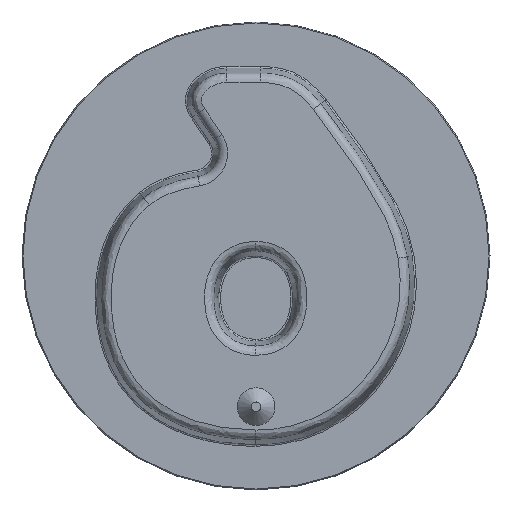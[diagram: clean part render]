
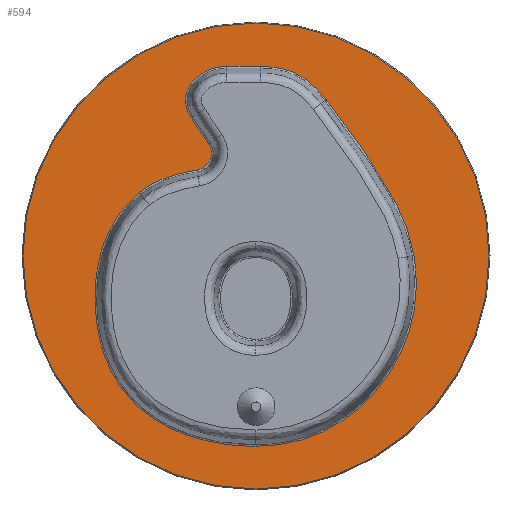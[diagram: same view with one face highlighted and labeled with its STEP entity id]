
A CAD part, top view. The second image highlights one B-rep face of the part: STEP entity #594.
In plain terms, the highlighted planar face has unit normal (0, 0, 1).
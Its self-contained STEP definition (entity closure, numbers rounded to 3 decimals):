
#27=FACE_BOUND('',#156,.T.);
#32=PLANE('',#650);
#48=LINE('',#2088,#69);
#49=LINE('',#2142,#70);
#69=VECTOR('',#742,10.);
#70=VECTOR('',#749,10.);
#112=FACE_OUTER_BOUND('',#155,.T.);
#155=EDGE_LOOP('',(#509));
#156=EDGE_LOOP('',(#510,#511,#512,#513,#514,#515,#516,#517,#518));
#188=B_SPLINE_CURVE_WITH_KNOTS('',3,(#1884,#1885,#1886,#1887,#1888,#1889,
#1890),.UNSPECIFIED.,.F.,.F.,(4,1,1,1,4),(-1.915,-1.642,
-1.368,-0.821,0.),
 .UNSPECIFIED.);
#189=B_SPLINE_CURVE_WITH_KNOTS('',3,(#1934,#1935,#1936,#1937,#1938,#1939,
#1940,#1941),.UNSPECIFIED.,.F.,.F.,(4,1,1,1,1,4),(-2.99,-2.563,
-1.708,-0.854,-0.427,0.),
 .UNSPECIFIED.);
#191=B_SPLINE_CURVE_WITH_KNOTS('',3,(#2018,#2019,#2020,#2021,#2022,#2023,
#2024,#2025,#2026,#2027,#2028,#2029,#2030),.UNSPECIFIED.,.F.,.F.,(4,1,2,
1,1,1,1,2,4),(-3.867,-3.372,-2.629,-2.105,
-1.581,-1.057,-0.533,-0.009,
0.),.UNSPECIFIED.);
#193=B_SPLINE_CURVE_WITH_KNOTS('',3,(#2071,#2072,#2073,#2074,#2075),
 .UNSPECIFIED.,.F.,.F.,(4,1,4),(-0.666,-0.285,0.),
 .UNSPECIFIED.);
#195=B_SPLINE_CURVE_WITH_KNOTS('',3,(#2131,#2132,#2133,#2134,#2135,#2136,
#2137,#2138),.UNSPECIFIED.,.F.,.F.,(4,1,1,1,1,4),(-0.829,-0.592,
-0.355,-0.178,-0.118,0.),
 .UNSPECIFIED.);
#196=B_SPLINE_CURVE_WITH_KNOTS('',3,(#2173,#2174,#2175,#2176,#2177,#2178),
 .UNSPECIFIED.,.F.,.F.,(4,1,1,4),(-0.812,-0.58,
-0.348,0.),.UNSPECIFIED.);
#218=CIRCLE('',#644,1.832);
#222=CIRCLE('',#651,24.75);
#260=VERTEX_POINT('',#1860);
#262=VERTEX_POINT('',#1882);
#264=VERTEX_POINT('',#1932);
#266=VERTEX_POINT('',#2016);
#267=VERTEX_POINT('',#2069);
#268=VERTEX_POINT('',#2082);
#269=VERTEX_POINT('',#2086);
#270=VERTEX_POINT('',#2129);
#271=VERTEX_POINT('',#2140);
#272=VERTEX_POINT('',#2303);
#333=EDGE_CURVE('',#262,#260,#188,.T.);
#335=EDGE_CURVE('',#264,#262,#189,.T.);
#338=EDGE_CURVE('',#266,#264,#191,.T.);
#341=EDGE_CURVE('',#267,#266,#193,.T.);
#344=EDGE_CURVE('',#268,#267,#218,.T.);
#346=EDGE_CURVE('',#269,#268,#48,.T.);
#348=EDGE_CURVE('',#270,#269,#195,.T.);
#350=EDGE_CURVE('',#271,#270,#49,.T.);
#351=EDGE_CURVE('',#260,#271,#196,.T.);
#355=EDGE_CURVE('',#272,#272,#222,.T.);
#509=ORIENTED_EDGE('',*,*,#355,.F.);
#510=ORIENTED_EDGE('',*,*,#333,.F.);
#511=ORIENTED_EDGE('',*,*,#335,.F.);
#512=ORIENTED_EDGE('',*,*,#338,.F.);
#513=ORIENTED_EDGE('',*,*,#341,.F.);
#514=ORIENTED_EDGE('',*,*,#344,.F.);
#515=ORIENTED_EDGE('',*,*,#346,.F.);
#516=ORIENTED_EDGE('',*,*,#348,.F.);
#517=ORIENTED_EDGE('',*,*,#350,.F.);
#518=ORIENTED_EDGE('',*,*,#351,.F.);
#594=ADVANCED_FACE('',(#112,#27),#32,.T.);
#644=AXIS2_PLACEMENT_3D('',#2084,#736,#737);
#650=AXIS2_PLACEMENT_3D('',#2302,#753,#754);
#651=AXIS2_PLACEMENT_3D('',#2304,#755,#756);
#736=DIRECTION('center_axis',(0.,0.,-1.));
#737=DIRECTION('ref_axis',(0.918,-0.397,0.));
#742=DIRECTION('',(0.561,-0.828,0.));
#749=DIRECTION('',(-1.,0.,0.));
#753=DIRECTION('center_axis',(0.,0.,1.));
#754=DIRECTION('ref_axis',(1.,0.,0.));
#755=DIRECTION('center_axis',(0.,0.,-1.));
#756=DIRECTION('ref_axis',(-1.,0.,0.));
#1860=CARTESIAN_POINT('',(7.456,16.607,0.));
#1882=CARTESIAN_POINT('',(16.773,0.027,0.));
#1884=CARTESIAN_POINT('Ctrl Pts',(16.773,0.027,0.));
#1885=CARTESIAN_POINT('Ctrl Pts',(16.628,0.927,0.));
#1886=CARTESIAN_POINT('Ctrl Pts',(16.187,2.708,0.));
#1887=CARTESIAN_POINT('Ctrl Pts',(14.722,6.107,0.));
#1888=CARTESIAN_POINT('Ctrl Pts',(11.836,10.75,0.));
#1889=CARTESIAN_POINT('Ctrl Pts',(9.111,14.428,0.));
#1890=CARTESIAN_POINT('Ctrl Pts',(7.456,16.607,0.));
#1932=CARTESIAN_POINT('',(0.001,-20.205,0.));
#1934=CARTESIAN_POINT('Ctrl Pts',(0.001,-20.205,
0.));
#1935=CARTESIAN_POINT('Ctrl Pts',(1.424,-20.2,0.));
#1936=CARTESIAN_POINT('Ctrl Pts',(5.728,-19.743,0.));
#1937=CARTESIAN_POINT('Ctrl Pts',(12.067,-16.04,0.));
#1938=CARTESIAN_POINT('Ctrl Pts',(16.004,-9.867,0.));
#1939=CARTESIAN_POINT('Ctrl Pts',(17.167,-4.245,0.));
#1940=CARTESIAN_POINT('Ctrl Pts',(17.001,-1.379,0.));
#1941=CARTESIAN_POINT('Ctrl Pts',(16.773,0.027,0.));
#2016=CARTESIAN_POINT('',(-12.391,6.724,0.));
#2018=CARTESIAN_POINT('Ctrl Pts',(-12.391,6.724,0.));
#2019=CARTESIAN_POINT('Ctrl Pts',(-13.667,5.676,0.));
#2020=CARTESIAN_POINT('Ctrl Pts',(-16.307,2.335,0.));
#2021=CARTESIAN_POINT('Ctrl Pts',(-17.101,-1.863,0.));
#2022=CARTESIAN_POINT('Ctrl Pts',(-17.097,-6.101,0.));
#2023=CARTESIAN_POINT('Ctrl Pts',(-16.718,-9.622,0.));
#2024=CARTESIAN_POINT('Ctrl Pts',(-14.402,-14.484,0.));
#2025=CARTESIAN_POINT('Ctrl Pts',(-10.334,-17.992,0.));
#2026=CARTESIAN_POINT('Ctrl Pts',(-5.321,-19.853,0.));
#2027=CARTESIAN_POINT('Ctrl Pts',(-1.834,-20.205,0.));
#2028=CARTESIAN_POINT('Ctrl Pts',(-0.057,-20.206,
0.));
#2029=CARTESIAN_POINT('Ctrl Pts',(-0.028,-20.206,
0.));
#2030=CARTESIAN_POINT('Ctrl Pts',(0.001,-20.205,
0.));
#2069=CARTESIAN_POINT('',(-6.267,9.125,0.));
#2071=CARTESIAN_POINT('Ctrl Pts',(-6.267,9.125,0.));
#2072=CARTESIAN_POINT('Ctrl Pts',(-7.519,8.924,0.));
#2073=CARTESIAN_POINT('Ctrl Pts',(-9.704,8.44,0.));
#2074=CARTESIAN_POINT('Ctrl Pts',(-11.656,7.327,0.));
#2075=CARTESIAN_POINT('Ctrl Pts',(-12.391,6.724,0.));
#2082=CARTESIAN_POINT('',(-5.04,11.961,0.));
#2084=CARTESIAN_POINT('Origin',(-6.557,10.934,0.));
#2086=CARTESIAN_POINT('',(-6.864,14.655,0.));
#2088=CARTESIAN_POINT('',(-2.384,8.037,0.));
#2129=CARTESIAN_POINT('',(-3.103,20.13,0.));
#2131=CARTESIAN_POINT('Ctrl Pts',(-3.103,20.13,0.));
#2132=CARTESIAN_POINT('Ctrl Pts',(-3.893,20.13,0.));
#2133=CARTESIAN_POINT('Ctrl Pts',(-5.464,19.763,0.));
#2134=CARTESIAN_POINT('Ctrl Pts',(-7.167,18.271,0.));
#2135=CARTESIAN_POINT('Ctrl Pts',(-7.606,16.685,0.));
#2136=CARTESIAN_POINT('Ctrl Pts',(-7.359,15.51,0.));
#2137=CARTESIAN_POINT('Ctrl Pts',(-7.085,14.982,0.));
#2138=CARTESIAN_POINT('Ctrl Pts',(-6.864,14.655,0.));
#2140=CARTESIAN_POINT('',(0.463,20.13,0.));
#2142=CARTESIAN_POINT('',(0.232,20.13,0.));
#2173=CARTESIAN_POINT('Ctrl Pts',(7.456,16.607,0.));
#2174=CARTESIAN_POINT('Ctrl Pts',(6.989,17.224,0.));
#2175=CARTESIAN_POINT('Ctrl Pts',(5.95,18.387,0.));
#2176=CARTESIAN_POINT('Ctrl Pts',(3.606,19.857,0.));
#2177=CARTESIAN_POINT('Ctrl Pts',(1.624,20.13,0.));
#2178=CARTESIAN_POINT('Ctrl Pts',(0.463,20.13,0.));
#2302=CARTESIAN_POINT('Origin',(0.,0.,0.));
#2303=CARTESIAN_POINT('',(24.75,0.,0.));
#2304=CARTESIAN_POINT('Origin',(0.,0.,0.));
